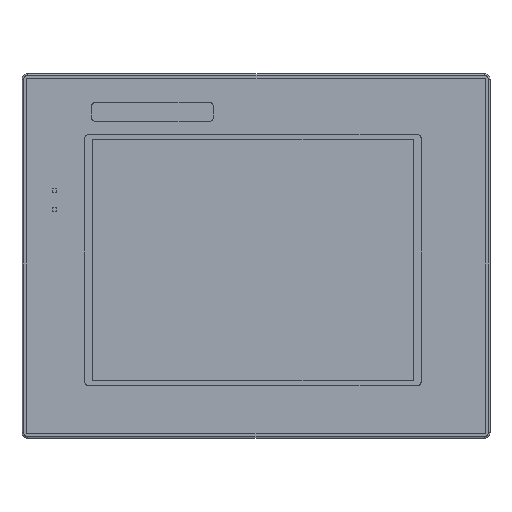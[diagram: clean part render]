
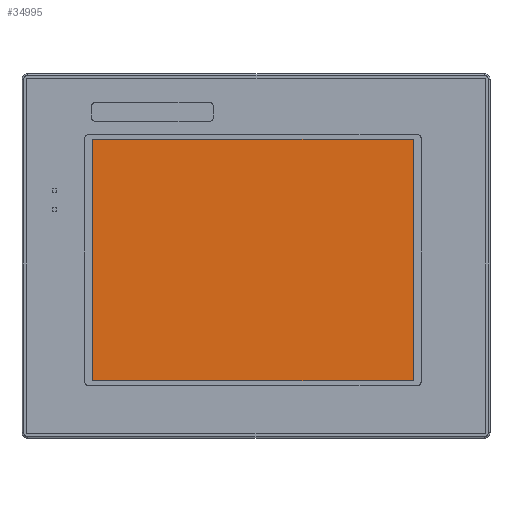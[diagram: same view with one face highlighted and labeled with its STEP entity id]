
A CAD part, top view. The second image highlights one B-rep face of the part: STEP entity #34995.
In plain terms, the highlighted planar face has unit normal (0, 0, 1).
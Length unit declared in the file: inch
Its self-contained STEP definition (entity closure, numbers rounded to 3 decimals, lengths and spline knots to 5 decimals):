
#733 = EDGE_CURVE ( 'NONE', #61344, #36189, #49041, .T. ) ;
#4345 = VECTOR ( 'NONE', #16124, 39.37008 ) ;
#8671 = VECTOR ( 'NONE', #46380, 39.37008 ) ;
#8938 = VECTOR ( 'NONE', #18917, 39.37008 ) ;
#9877 = AXIS2_PLACEMENT_3D ( 'NONE', #34886, #39745, #10822 ) ;
#10822 = DIRECTION ( 'NONE',  ( 1., 0., 0. ) ) ;
#12373 = ORIENTED_EDGE ( 'NONE', *, *, #733, .T. ) ;
#12562 = CARTESIAN_POINT ( 'NONE',  ( -3.445, -2.63, 0.3488 ) ) ;
#15237 = CARTESIAN_POINT ( 'NONE',  ( -3.445, 2.46, 0.3488 ) ) ;
#16124 = DIRECTION ( 'NONE',  ( 0., -1., 0. ) ) ;
#18917 = DIRECTION ( 'NONE',  ( -1., 0., 0. ) ) ;
#19266 = ORIENTED_EDGE ( 'NONE', *, *, #24181, .T. ) ;
#20743 = CARTESIAN_POINT ( 'NONE',  ( -3.445, 2.46, 0.3488 ) ) ;
#21049 = EDGE_CURVE ( 'NONE', #31944, #40626, #34367, .T. ) ;
#21155 = CARTESIAN_POINT ( 'NONE',  ( 3.315, -2.63, 0.3488 ) ) ;
#24181 = EDGE_CURVE ( 'NONE', #40626, #61344, #54194, .T. ) ;
#30039 = PLANE ( 'NONE',  #9877 ) ;
#31944 = VERTEX_POINT ( 'NONE', #62837 ) ;
#33536 = CARTESIAN_POINT ( 'NONE',  ( 3.315, -2.63, 0.3488 ) ) ;
#34367 = LINE ( 'NONE', #12562, #8671 ) ;
#34886 = CARTESIAN_POINT ( 'NONE',  ( 0., 0., 0.3488 ) ) ;
#34995 = ADVANCED_FACE ( 'NONE', ( #36302 ), #30039, .T. ) ;
#36189 = VERTEX_POINT ( 'NONE', #15237 ) ;
#36302 = FACE_OUTER_BOUND ( 'NONE', #37591, .T. ) ;
#37591 = EDGE_LOOP ( 'NONE', ( #19266, #12373, #39535, #55016 ) ) ;
#39535 = ORIENTED_EDGE ( 'NONE', *, *, #44394, .T. ) ;
#39745 = DIRECTION ( 'NONE',  ( 0., 0., 1. ) ) ;
#39754 = VECTOR ( 'NONE', #53043, 39.37008 ) ;
#40626 = VERTEX_POINT ( 'NONE', #21155 ) ;
#44394 = EDGE_CURVE ( 'NONE', #36189, #31944, #55845, .T. ) ;
#46380 = DIRECTION ( 'NONE',  ( 1., 0., 0. ) ) ;
#47856 = CARTESIAN_POINT ( 'NONE',  ( 3.315, 2.46, 0.3488 ) ) ;
#49041 = LINE ( 'NONE', #47856, #8938 ) ;
#53043 = DIRECTION ( 'NONE',  ( 0., 1., 0. ) ) ;
#54194 = LINE ( 'NONE', #33536, #39754 ) ;
#55016 = ORIENTED_EDGE ( 'NONE', *, *, #21049, .T. ) ;
#55723 = CARTESIAN_POINT ( 'NONE',  ( 3.315, 2.46, 0.3488 ) ) ;
#55845 = LINE ( 'NONE', #20743, #4345 ) ;
#61344 = VERTEX_POINT ( 'NONE', #55723 ) ;
#62837 = CARTESIAN_POINT ( 'NONE',  ( -3.445, -2.63, 0.3488 ) ) ;
